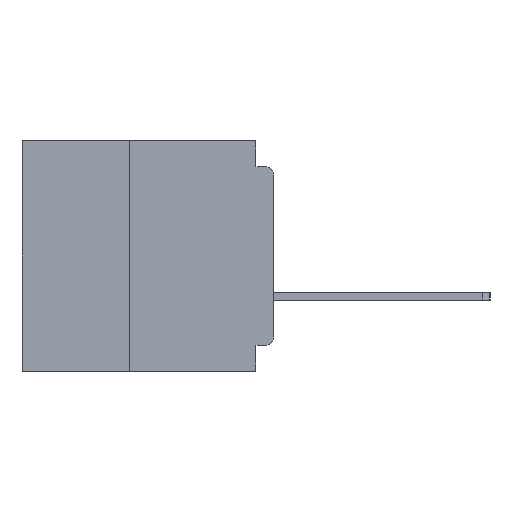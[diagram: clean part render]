
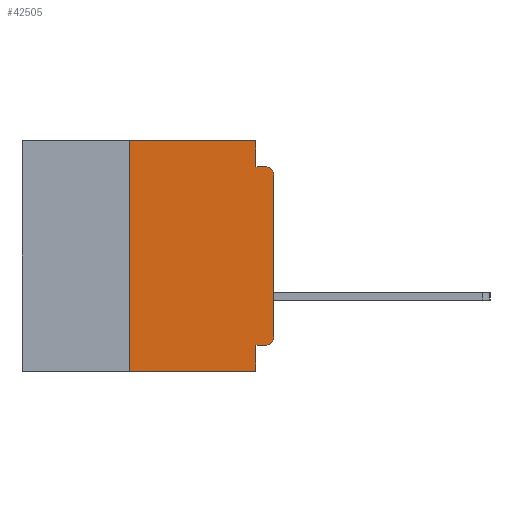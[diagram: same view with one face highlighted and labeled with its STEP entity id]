
A CAD part, left-side view. The second image highlights one B-rep face of the part: STEP entity #42505.
In plain terms, the highlighted planar face has unit normal (-1, 0, 0).
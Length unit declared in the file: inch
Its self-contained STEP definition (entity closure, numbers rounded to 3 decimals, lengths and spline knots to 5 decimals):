
#565 = VECTOR ( 'NONE', #26151, 39.37008 ) ;
#1141 = VERTEX_POINT ( 'NONE', #1430 ) ;
#1430 = CARTESIAN_POINT ( 'NONE',  ( 0., 0.015, -0.355 ) ) ;
#1840 = CARTESIAN_POINT ( 'NONE',  ( 0., 0., -0.06 ) ) ;
#3258 = EDGE_CURVE ( 'NONE', #38860, #41492, #9358, .T. ) ;
#4103 = CARTESIAN_POINT ( 'NONE',  ( 0., 0.437, 0. ) ) ;
#5463 = FACE_OUTER_BOUND ( 'NONE', #30682, .T. ) ;
#5508 = AXIS2_PLACEMENT_3D ( 'NONE', #8593, #33121, #12179 ) ;
#5556 = DIRECTION ( 'NONE',  ( 1., 0., 0. ) ) ;
#5920 = DIRECTION ( 'NONE',  ( -1., 0., 0. ) ) ;
#7546 = DIRECTION ( 'NONE',  ( 0., 0., -1. ) ) ;
#8136 = LINE ( 'NONE', #31363, #26816 ) ;
#8161 = EDGE_CURVE ( 'NONE', #22419, #24157, #20333, .T. ) ;
#8593 = CARTESIAN_POINT ( 'NONE',  ( 0., 0.015, -0.34 ) ) ;
#9341 = CARTESIAN_POINT ( 'NONE',  ( 0., 0.25, 0. ) ) ;
#9358 = LINE ( 'NONE', #34905, #26947 ) ;
#9472 = ORIENTED_EDGE ( 'NONE', *, *, #24183, .F. ) ;
#11009 = VECTOR ( 'NONE', #7546, 39.37008 ) ;
#11996 = EDGE_CURVE ( 'NONE', #24519, #41492, #22909, .T. ) ;
#12179 = DIRECTION ( 'NONE',  ( 0., 0., -1. ) ) ;
#12596 = ORIENTED_EDGE ( 'NONE', *, *, #3258, .T. ) ;
#12604 = PLANE ( 'NONE',  #41249 ) ;
#12653 = CARTESIAN_POINT ( 'NONE',  ( 0., 0.031, -0.4 ) ) ;
#13375 = VERTEX_POINT ( 'NONE', #35001 ) ;
#13757 = DIRECTION ( 'NONE',  ( 0., -1., 0. ) ) ;
#14603 = ORIENTED_EDGE ( 'NONE', *, *, #26455, .T. ) ;
#14987 = ORIENTED_EDGE ( 'NONE', *, *, #8161, .F. ) ;
#15488 = CARTESIAN_POINT ( 'NONE',  ( 0., 0., -0.355 ) ) ;
#15712 = CARTESIAN_POINT ( 'NONE',  ( 0., 0.031, -0.355 ) ) ;
#16159 = DIRECTION ( 'NONE',  ( 0., 0., -1. ) ) ;
#16194 = VECTOR ( 'NONE', #32918, 39.37008 ) ;
#18434 = LINE ( 'NONE', #15488, #16194 ) ;
#18710 = EDGE_CURVE ( 'NONE', #13375, #45427, #25884, .T. ) ;
#19122 = CIRCLE ( 'NONE', #38921, 0.015 ) ;
#19407 = LINE ( 'NONE', #22494, #565 ) ;
#20333 = LINE ( 'NONE', #35580, #11009 ) ;
#22419 = VERTEX_POINT ( 'NONE', #24570 ) ;
#22494 = CARTESIAN_POINT ( 'NONE',  ( 0., 0.25, -0.4 ) ) ;
#22535 = CARTESIAN_POINT ( 'NONE',  ( 0., 0., 0. ) ) ;
#22909 = LINE ( 'NONE', #12653, #33265 ) ;
#23319 = ORIENTED_EDGE ( 'NONE', *, *, #31649, .F. ) ;
#24157 = VERTEX_POINT ( 'NONE', #34688 ) ;
#24183 = EDGE_CURVE ( 'NONE', #24157, #42417, #8136, .T. ) ;
#24519 = VERTEX_POINT ( 'NONE', #15712 ) ;
#24570 = CARTESIAN_POINT ( 'NONE',  ( 0., 0.031, 0. ) ) ;
#25884 = LINE ( 'NONE', #22535, #43299 ) ;
#26151 = DIRECTION ( 'NONE',  ( 0., 0., 1. ) ) ;
#26289 = LINE ( 'NONE', #4103, #34464 ) ;
#26455 = EDGE_CURVE ( 'NONE', #1141, #13375, #34309, .T. ) ;
#26587 = VERTEX_POINT ( 'NONE', #9341 ) ;
#26816 = VECTOR ( 'NONE', #13757, 39.37008 ) ;
#26947 = VECTOR ( 'NONE', #41880, 39.37008 ) ;
#27030 = CARTESIAN_POINT ( 'NONE',  ( 0., 0.015, -0.06 ) ) ;
#27040 = ORIENTED_EDGE ( 'NONE', *, *, #27059, .F. ) ;
#27059 = EDGE_CURVE ( 'NONE', #1141, #24519, #18434, .T. ) ;
#27492 = CARTESIAN_POINT ( 'NONE',  ( 0., 0.031, -0.4 ) ) ;
#28713 = DIRECTION ( 'NONE',  ( 0., -1., 0. ) ) ;
#29393 = EDGE_CURVE ( 'NONE', #38860, #26587, #19407, .T. ) ;
#30183 = DIRECTION ( 'NONE',  ( 0., 0., -1. ) ) ;
#30547 = DIRECTION ( 'NONE',  ( 0., 0., -1. ) ) ;
#30682 = EDGE_LOOP ( 'NONE', ( #37318, #41464, #9472, #14987, #23319, #30963, #12596, #31905, #27040, #14603 ) ) ;
#30963 = ORIENTED_EDGE ( 'NONE', *, *, #29393, .F. ) ;
#31363 = CARTESIAN_POINT ( 'NONE',  ( 0., 0., -0.045 ) ) ;
#31649 = EDGE_CURVE ( 'NONE', #26587, #22419, #26289, .T. ) ;
#31905 = ORIENTED_EDGE ( 'NONE', *, *, #11996, .F. ) ;
#32481 = EDGE_CURVE ( 'NONE', #45427, #42417, #19122, .T. ) ;
#32918 = DIRECTION ( 'NONE',  ( 0., 1., 0. ) ) ;
#33040 = DIRECTION ( 'NONE',  ( 0., 0., 1. ) ) ;
#33121 = DIRECTION ( 'NONE',  ( -1., 0., 0. ) ) ;
#33265 = VECTOR ( 'NONE', #16159, 39.37008 ) ;
#33542 = CARTESIAN_POINT ( 'NONE',  ( 0., 0.437, 0. ) ) ;
#34309 = CIRCLE ( 'NONE', #5508, 0.015 ) ;
#34464 = VECTOR ( 'NONE', #28713, 39.37008 ) ;
#34688 = CARTESIAN_POINT ( 'NONE',  ( 0., 0.031, -0.045 ) ) ;
#34905 = CARTESIAN_POINT ( 'NONE',  ( 0., 0.437, -0.4 ) ) ;
#35001 = CARTESIAN_POINT ( 'NONE',  ( 0., 0., -0.34 ) ) ;
#35580 = CARTESIAN_POINT ( 'NONE',  ( 0., 0.031, 0. ) ) ;
#37318 = ORIENTED_EDGE ( 'NONE', *, *, #18710, .T. ) ;
#38860 = VERTEX_POINT ( 'NONE', #42001 ) ;
#38921 = AXIS2_PLACEMENT_3D ( 'NONE', #27030, #5920, #30547 ) ;
#41249 = AXIS2_PLACEMENT_3D ( 'NONE', #33542, #5556, #30183 ) ;
#41464 = ORIENTED_EDGE ( 'NONE', *, *, #32481, .T. ) ;
#41492 = VERTEX_POINT ( 'NONE', #27492 ) ;
#41880 = DIRECTION ( 'NONE',  ( 0., -1., 0. ) ) ;
#42001 = CARTESIAN_POINT ( 'NONE',  ( 0., 0.25, -0.4 ) ) ;
#42417 = VERTEX_POINT ( 'NONE', #42791 ) ;
#42505 = ADVANCED_FACE ( 'NONE', ( #5463 ), #12604, .F. ) ;
#42791 = CARTESIAN_POINT ( 'NONE',  ( 0., 0.015, -0.045 ) ) ;
#43299 = VECTOR ( 'NONE', #33040, 39.37008 ) ;
#45427 = VERTEX_POINT ( 'NONE', #1840 ) ;
